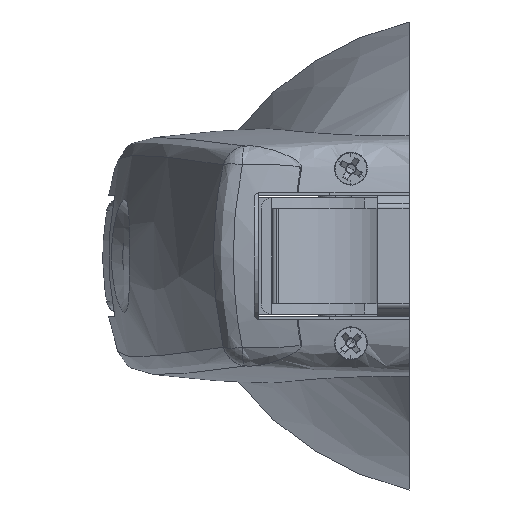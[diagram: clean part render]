
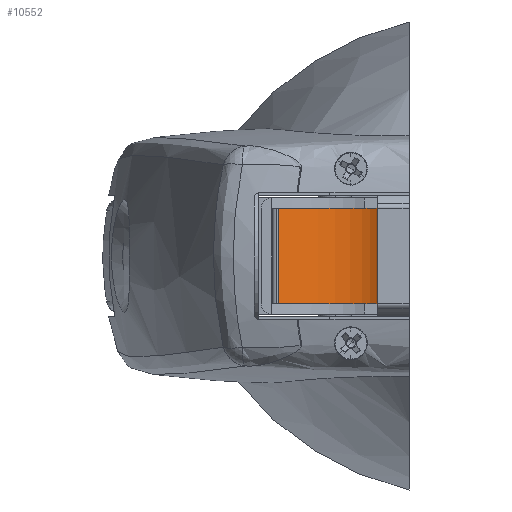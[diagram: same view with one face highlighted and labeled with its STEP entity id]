
A CAD part, left-side view. The second image highlights one B-rep face of the part: STEP entity #10552.
In plain terms, the highlighted cylindrical face has radius 25 mm (diameter 50 mm), a partial arc.
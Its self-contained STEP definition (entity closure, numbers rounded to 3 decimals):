
#504 = CARTESIAN_POINT ( 'NONE',  ( -96.362, 17., 9. ) ) ;
#505 = DIRECTION ( 'NONE',  ( 0., 0., -1. ) ) ;
#506 = DIRECTION ( 'NONE',  ( -1., 0., 0. ) ) ;
#1053 = CARTESIAN_POINT ( 'NONE',  ( -96.362, -8., 9. ) ) ;
#1064 = CARTESIAN_POINT ( 'NONE',  ( -96.362, -8., -9. ) ) ;
#1347 = CARTESIAN_POINT ( 'NONE',  ( -120.568, 10.75, -9. ) ) ;
#2415 = CARTESIAN_POINT ( 'NONE',  ( -120.568, 10.75, 9. ) ) ;
#2984 = VECTOR ( 'NONE', #9608, 1000. ) ;
#3002 = CIRCLE ( 'NONE', #3033, 25. ) ;
#3028 = CIRCLE ( 'NONE', #3035, 25. ) ;
#3033 = AXIS2_PLACEMENT_3D ( 'NONE', #9689, #9690, #9691 ) ;
#3035 = AXIS2_PLACEMENT_3D ( 'NONE', #9692, #9693, #9694 ) ;
#5216 = VECTOR ( 'NONE', #27415, 1000. ) ;
#9607 = CARTESIAN_POINT ( 'NONE',  ( -96.362, -8., 9. ) ) ;
#9608 = DIRECTION ( 'NONE',  ( 0., 0., -1. ) ) ;
#9689 = CARTESIAN_POINT ( 'NONE',  ( -96.362, 17., 9. ) ) ;
#9690 = DIRECTION ( 'NONE',  ( 0., 0., 1. ) ) ;
#9691 = DIRECTION ( 'NONE',  ( 1., 0., 0. ) ) ;
#9692 = CARTESIAN_POINT ( 'NONE',  ( -96.362, 17., -9. ) ) ;
#9693 = DIRECTION ( 'NONE',  ( 0., 0., 1. ) ) ;
#9694 = DIRECTION ( 'NONE',  ( 1., 0., 0. ) ) ;
#10552 = ADVANCED_FACE ( 'NONE', ( #27996 ), #27997, .T. ) ;
#12951 = VERTEX_POINT ( 'NONE', #1053 ) ;
#12962 = VERTEX_POINT ( 'NONE', #1064 ) ;
#13187 = VERTEX_POINT ( 'NONE', #1347 ) ;
#13455 = VERTEX_POINT ( 'NONE', #2415 ) ;
#16980 = EDGE_LOOP ( 'NONE', ( #17428, #17429, #17430, #17426 ) ) ;
#17290 = EDGE_CURVE ( 'NONE', #12951, #12962, #31156, .T. ) ;
#17325 = EDGE_CURVE ( 'NONE', #13455, #12951, #3002, .T. ) ;
#17326 = EDGE_CURVE ( 'NONE', #13187, #12962, #3028, .T. ) ;
#17426 = ORIENTED_EDGE ( 'NONE', *, *, #26722, .T. ) ;
#17428 = ORIENTED_EDGE ( 'NONE', *, *, #17326, .T. ) ;
#17429 = ORIENTED_EDGE ( 'NONE', *, *, #17290, .F. ) ;
#17430 = ORIENTED_EDGE ( 'NONE', *, *, #17325, .F. ) ;
#19180 = LINE ( 'NONE', #27414, #5216 ) ;
#26722 = EDGE_CURVE ( 'NONE', #13455, #13187, #19180, .T. ) ;
#27414 = CARTESIAN_POINT ( 'NONE',  ( -120.568, 10.75, 9. ) ) ;
#27415 = DIRECTION ( 'NONE',  ( 0., 0., -1. ) ) ;
#27996 = FACE_OUTER_BOUND ( 'NONE', #16980, .T. ) ;
#27997 = CYLINDRICAL_SURFACE ( 'NONE', #28400, 25. ) ;
#28400 = AXIS2_PLACEMENT_3D ( 'NONE', #504, #505, #506 ) ;
#31156 = LINE ( 'NONE', #9607, #2984 ) ;
